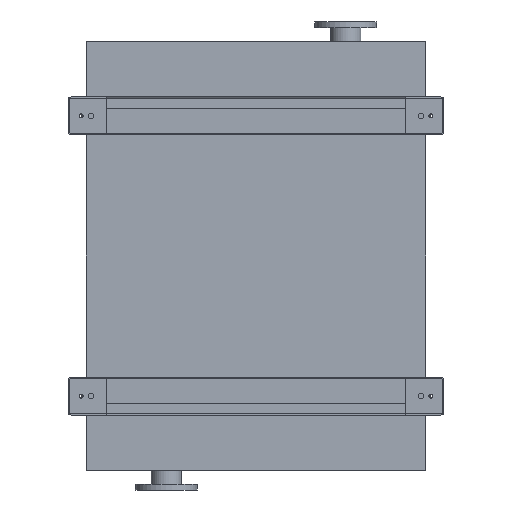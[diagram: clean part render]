
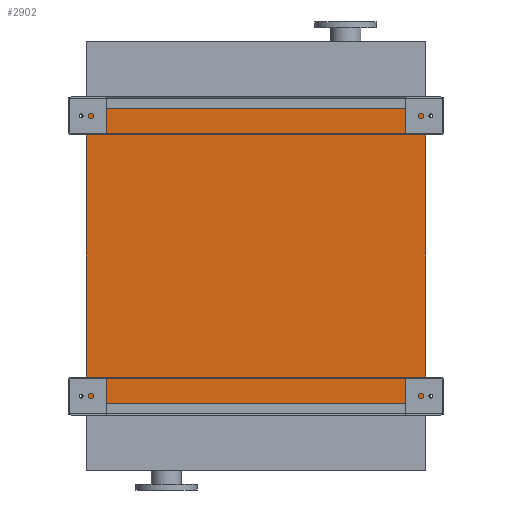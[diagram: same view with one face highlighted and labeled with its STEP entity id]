
A CAD part, front view. The second image highlights one B-rep face of the part: STEP entity #2902.
In plain terms, the highlighted planar face has unit normal (0, -1, 0).
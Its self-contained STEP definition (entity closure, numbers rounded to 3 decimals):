
#13 = VERTEX_POINT ( 'NONE', #9143 ) ;
#1570 = ORIENTED_EDGE ( 'NONE', *, *, #4145, .F. ) ;
#2820 = VERTEX_POINT ( 'NONE', #18413 ) ;
#2902 = ADVANCED_FACE ( 'NONE', ( #5573 ), #6515, .T. ) ;
#2905 = LINE ( 'NONE', #21816, #21243 ) ;
#3314 = CARTESIAN_POINT ( 'NONE',  ( -605., 0., -1050. ) ) ;
#3633 = LINE ( 'NONE', #14536, #17266 ) ;
#3935 = VECTOR ( 'NONE', #12211, 1000. ) ;
#4145 = EDGE_CURVE ( 'NONE', #2820, #11280, #2905, .T. ) ;
#4922 = VECTOR ( 'NONE', #21107, 1000. ) ;
#5573 = FACE_OUTER_BOUND ( 'NONE', #7661, .T. ) ;
#5719 = CARTESIAN_POINT ( 'NONE',  ( -605., 0., -1050. ) ) ;
#6515 = PLANE ( 'NONE',  #19576 ) ;
#6581 = CARTESIAN_POINT ( 'NONE',  ( 605., 0., -1050. ) ) ;
#7078 = DIRECTION ( 'NONE',  ( 0., -1., 0. ) ) ;
#7200 = EDGE_CURVE ( 'NONE', #18930, #11280, #13470, .T. ) ;
#7309 = DIRECTION ( 'NONE',  ( 0., 0., -1. ) ) ;
#7435 = EDGE_CURVE ( 'NONE', #13, #18930, #3633, .T. ) ;
#7661 = EDGE_LOOP ( 'NONE', ( #1570, #19366, #20479, #8681 ) ) ;
#8681 = ORIENTED_EDGE ( 'NONE', *, *, #7200, .T. ) ;
#9143 = CARTESIAN_POINT ( 'NONE',  ( -605., 0., -1050. ) ) ;
#11280 = VERTEX_POINT ( 'NONE', #19315 ) ;
#12211 = DIRECTION ( 'NONE',  ( 0., 0., 1. ) ) ;
#12253 = EDGE_CURVE ( 'NONE', #13, #2820, #14380, .T. ) ;
#13470 = LINE ( 'NONE', #15622, #3935 ) ;
#14380 = LINE ( 'NONE', #3314, #4922 ) ;
#14536 = CARTESIAN_POINT ( 'NONE',  ( -605., 0., -1050. ) ) ;
#15622 = CARTESIAN_POINT ( 'NONE',  ( 605., 0., -1050. ) ) ;
#16389 = DIRECTION ( 'NONE',  ( 1., 0., 0. ) ) ;
#17266 = VECTOR ( 'NONE', #16389, 1000. ) ;
#18413 = CARTESIAN_POINT ( 'NONE',  ( -605., 0., 0. ) ) ;
#18930 = VERTEX_POINT ( 'NONE', #6581 ) ;
#19315 = CARTESIAN_POINT ( 'NONE',  ( 605., 0., 0. ) ) ;
#19366 = ORIENTED_EDGE ( 'NONE', *, *, #12253, .F. ) ;
#19576 = AXIS2_PLACEMENT_3D ( 'NONE', #5719, #7078, #7309 ) ;
#20479 = ORIENTED_EDGE ( 'NONE', *, *, #7435, .T. ) ;
#20718 = DIRECTION ( 'NONE',  ( 1., 0., 0. ) ) ;
#21107 = DIRECTION ( 'NONE',  ( 0., 0., 1. ) ) ;
#21243 = VECTOR ( 'NONE', #20718, 1000. ) ;
#21816 = CARTESIAN_POINT ( 'NONE',  ( -605., 0., 0. ) ) ;
